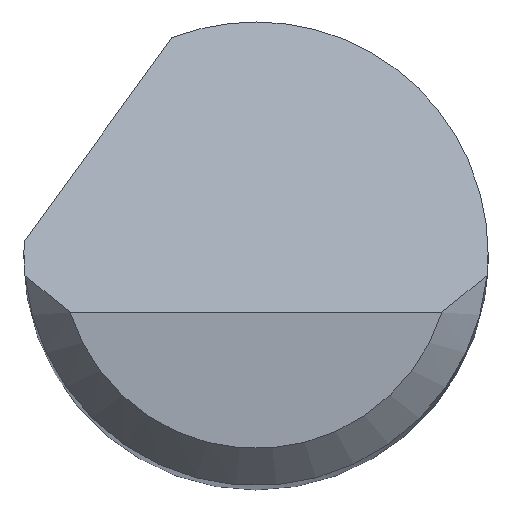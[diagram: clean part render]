
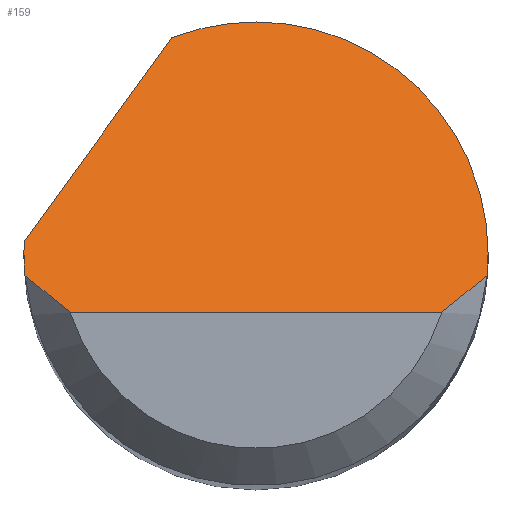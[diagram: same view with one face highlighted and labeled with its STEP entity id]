
A CAD part, top view. The second image highlights one B-rep face of the part: STEP entity #159.
In plain terms, the highlighted planar face has unit normal (0, 0.707, 0.707).
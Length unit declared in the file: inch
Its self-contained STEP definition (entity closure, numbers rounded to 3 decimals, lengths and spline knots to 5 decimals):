
#10 = CARTESIAN_POINT ( 'NONE',  ( 0.09375, 0.07266, 1.90359 ) ) ;
#11 = ORIENTED_EDGE ( 'NONE', *, *, #670, .F. ) ;
#14 = VERTEX_POINT ( 'NONE', #198 ) ;
#29 = B_SPLINE_CURVE_WITH_KNOTS ( 'NONE', 3,
 ( #749, #813, #550, #689 ),
 .UNSPECIFIED., .F., .F.,
 ( 4, 4 ),
 ( 0., 0.00071 ),
 .UNSPECIFIED. ) ;
#71 = EDGE_CURVE ( 'NONE', #358, #794, #795, .T. ) ;
#85 = CARTESIAN_POINT ( 'NONE',  ( -0.03394, 0.08739, 1.88886 ) ) ;
#129 = CARTESIAN_POINT ( 'NONE',  ( -0.11014, -0.01781, 1.99406 ) ) ;
#147 = CARTESIAN_POINT ( 'NONE',  ( -0.03394, 0.08739, 1.88886 ) ) ;
#148 = ORIENTED_EDGE ( 'NONE', *, *, #71, .F. ) ;
#149 = CARTESIAN_POINT ( 'NONE',  ( -0.09334, -0.00875, 1.985 ) ) ;
#154 = VECTOR ( 'NONE', #798, 39.37008 ) ;
#159 = ADVANCED_FACE ( 'NONE', ( #603 ), #650, .F. ) ;
#163 = EDGE_CURVE ( 'NONE', #14, #346, #533, .T. ) ;
#181 = CARTESIAN_POINT ( 'NONE',  ( -0.09375, 0., 1.97625 ) ) ;
#198 = CARTESIAN_POINT ( 'NONE',  ( -0.07508, -0.02375, 2. ) ) ;
#207 = ORIENTED_EDGE ( 'NONE', *, *, #787, .T. ) ;
#213 = ORIENTED_EDGE ( 'NONE', *, *, #163, .T. ) ;
#215 = CARTESIAN_POINT ( 'NONE',  ( -0.07508, -0.02375, 2. ) ) ;
#216 = DIRECTION ( 'NONE',  ( 0., -0.707, -0.707 ) ) ;
#241 =( BOUNDED_CURVE ( )  B_SPLINE_CURVE ( 3, ( #147, #286, #10, #280 ),
 .UNSPECIFIED., .F., .T. ) 
 B_SPLINE_CURVE_WITH_KNOTS ( ( 4, 4 ),
 ( 5.91277, 7.85398 ),
 .UNSPECIFIED. ) 
 CURVE ( )  GEOMETRIC_REPRESENTATION_ITEM ( )  RATIONAL_B_SPLINE_CURVE ( ( 1., 0.71, 0.71, 1. ) ) 
 REPRESENTATION_ITEM ( '' )  );
#268 =( BOUNDED_CURVE ( )  B_SPLINE_CURVE ( 3, ( #746, #391, #340, #348 ),
 .UNSPECIFIED., .F., .T. ) 
 B_SPLINE_CURVE_WITH_KNOTS ( ( 4, 4 ),
 ( 4.71239, 4.76575 ),
 .UNSPECIFIED. ) 
 CURVE ( )  GEOMETRIC_REPRESENTATION_ITEM ( )  RATIONAL_B_SPLINE_CURVE ( ( 1., 1., 1., 1. ) ) 
 REPRESENTATION_ITEM ( '' )  );
#272 = ORIENTED_EDGE ( 'NONE', *, *, #690, .F. ) ;
#280 = CARTESIAN_POINT ( 'NONE',  ( 0.09375, 0., 1.97625 ) ) ;
#282 = CARTESIAN_POINT ( 'NONE',  ( -0.09375, -0.02375, 2. ) ) ;
#286 = CARTESIAN_POINT ( 'NONE',  ( 0.03379, 0.11369, 1.86256 ) ) ;
#288 = AXIS2_PLACEMENT_3D ( 'NONE', #282, #216, #334 ) ;
#309 = CARTESIAN_POINT ( 'NONE',  ( -0.09375, 0., 1.97625 ) ) ;
#334 = DIRECTION ( 'NONE',  ( 0., 0.707, -0.707 ) ) ;
#340 = CARTESIAN_POINT ( 'NONE',  ( -0.09371, 0.00333, 1.97292 ) ) ;
#346 = VERTEX_POINT ( 'NONE', #549 ) ;
#348 = CARTESIAN_POINT ( 'NONE',  ( -0.09362, 0.005, 1.97125 ) ) ;
#350 = CARTESIAN_POINT ( 'NONE',  ( 0.09375, 0., 1.97625 ) ) ;
#358 = VERTEX_POINT ( 'NONE', #350 ) ;
#377 = CARTESIAN_POINT ( 'NONE',  ( 0.09334, -0.00875, 1.985 ) ) ;
#379 = CARTESIAN_POINT ( 'NONE',  ( -0.08157, -0.019, 1.99525 ) ) ;
#391 = CARTESIAN_POINT ( 'NONE',  ( -0.09375, 0.00167, 1.97458 ) ) ;
#399 = CARTESIAN_POINT ( 'NONE',  ( -0.09362, 0.005, 1.97125 ) ) ;
#412 = CARTESIAN_POINT ( 'NONE',  ( -0.09361, -0.00584, 1.98209 ) ) ;
#439 = B_SPLINE_CURVE_WITH_KNOTS ( 'NONE', 3,
 ( #523, #790, #379, #215 ),
 .UNSPECIFIED., .F., .F.,
 ( 4, 4 ),
 ( 0., 0.00071 ),
 .UNSPECIFIED. ) ;
#443 = CARTESIAN_POINT ( 'NONE',  ( 0.09361, -0.00584, 1.98209 ) ) ;
#446 = CARTESIAN_POINT ( 'NONE',  ( 0.09375, -0.00292, 1.97917 ) ) ;
#468 = VERTEX_POINT ( 'NONE', #309 ) ;
#470 = LINE ( 'NONE', #129, #553 ) ;
#484 = CARTESIAN_POINT ( 'NONE',  ( -0.09375, -0.00292, 1.97917 ) ) ;
#503 = DIRECTION ( 'NONE',  ( 0.456, 0.629, -0.629 ) ) ;
#520 =( BOUNDED_CURVE ( )  B_SPLINE_CURVE ( 3, ( #560, #412, #484, #181 ),
 .UNSPECIFIED., .F., .F. ) 
 B_SPLINE_CURVE_WITH_KNOTS ( ( 4, 4 ),
 ( 4.61892, 4.71239 ),
 .UNSPECIFIED. ) 
 CURVE ( )  GEOMETRIC_REPRESENTATION_ITEM ( )  RATIONAL_B_SPLINE_CURVE ( ( 1., 0.999, 0.999, 1. ) ) 
 REPRESENTATION_ITEM ( '' )  );
#523 = CARTESIAN_POINT ( 'NONE',  ( -0.09334, -0.00875, 1.985 ) ) ;
#533 = LINE ( 'NONE', #803, #154 ) ;
#538 = EDGE_CURVE ( 'NONE', #562, #14, #439, .T. ) ;
#549 = CARTESIAN_POINT ( 'NONE',  ( 0.07508, -0.02375, 2. ) ) ;
#550 = CARTESIAN_POINT ( 'NONE',  ( 0.08761, -0.01397, 1.99022 ) ) ;
#553 = VECTOR ( 'NONE', #503, 39.37008 ) ;
#560 = CARTESIAN_POINT ( 'NONE',  ( -0.09334, -0.00875, 1.985 ) ) ;
#561 = CARTESIAN_POINT ( 'NONE',  ( 0.09375, 0., 1.97625 ) ) ;
#562 = VERTEX_POINT ( 'NONE', #149 ) ;
#572 = VERTEX_POINT ( 'NONE', #399 ) ;
#588 = VERTEX_POINT ( 'NONE', #85 ) ;
#603 = FACE_OUTER_BOUND ( 'NONE', #646, .T. ) ;
#617 = EDGE_CURVE ( 'NONE', #572, #588, #470, .T. ) ;
#626 = CARTESIAN_POINT ( 'NONE',  ( 0.09334, -0.00875, 1.985 ) ) ;
#646 = EDGE_LOOP ( 'NONE', ( #213, #207, #148, #11, #700, #272, #647, #730 ) ) ;
#647 = ORIENTED_EDGE ( 'NONE', *, *, #800, .F. ) ;
#650 = PLANE ( 'NONE',  #288 ) ;
#670 = EDGE_CURVE ( 'NONE', #588, #358, #241, .T. ) ;
#689 = CARTESIAN_POINT ( 'NONE',  ( 0.09334, -0.00875, 1.985 ) ) ;
#690 = EDGE_CURVE ( 'NONE', #468, #572, #268, .T. ) ;
#700 = ORIENTED_EDGE ( 'NONE', *, *, #617, .F. ) ;
#730 = ORIENTED_EDGE ( 'NONE', *, *, #538, .T. ) ;
#746 = CARTESIAN_POINT ( 'NONE',  ( -0.09375, 0., 1.97625 ) ) ;
#749 = CARTESIAN_POINT ( 'NONE',  ( 0.07508, -0.02375, 2. ) ) ;
#787 = EDGE_CURVE ( 'NONE', #346, #794, #29, .T. ) ;
#790 = CARTESIAN_POINT ( 'NONE',  ( -0.08761, -0.01397, 1.99022 ) ) ;
#794 = VERTEX_POINT ( 'NONE', #626 ) ;
#795 =( BOUNDED_CURVE ( )  B_SPLINE_CURVE ( 3, ( #561, #446, #443, #377 ),
 .UNSPECIFIED., .F., .F. ) 
 B_SPLINE_CURVE_WITH_KNOTS ( ( 4, 4 ),
 ( 1.5708, 1.66427 ),
 .UNSPECIFIED. ) 
 CURVE ( )  GEOMETRIC_REPRESENTATION_ITEM ( )  RATIONAL_B_SPLINE_CURVE ( ( 1., 0.999, 0.999, 1. ) ) 
 REPRESENTATION_ITEM ( '' )  );
#798 = DIRECTION ( 'NONE',  ( 1., 0., 0. ) ) ;
#800 = EDGE_CURVE ( 'NONE', #562, #468, #520, .T. ) ;
#803 = CARTESIAN_POINT ( 'NONE',  ( 0., -0.02375, 2. ) ) ;
#813 = CARTESIAN_POINT ( 'NONE',  ( 0.08157, -0.019, 1.99525 ) ) ;
